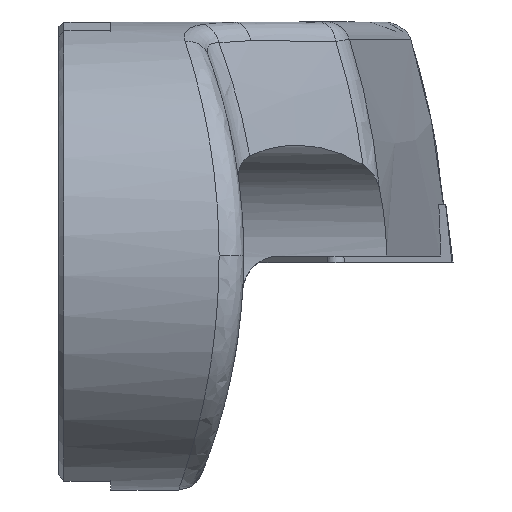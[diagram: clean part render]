
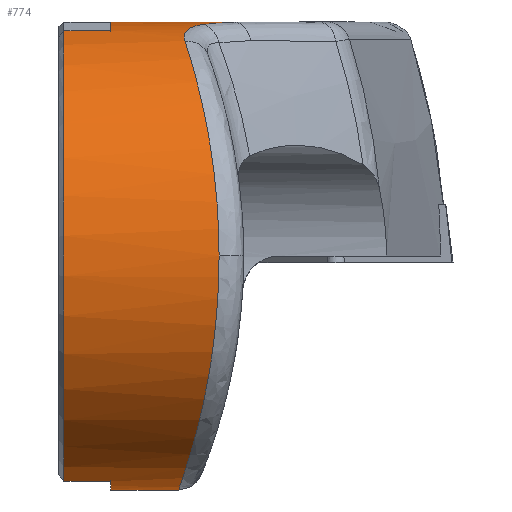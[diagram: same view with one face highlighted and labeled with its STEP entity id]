
A CAD part, left-side view. The second image highlights one B-rep face of the part: STEP entity #774.
In plain terms, the highlighted cylindrical face has radius 9.5 mm (diameter 19 mm), a partial arc.
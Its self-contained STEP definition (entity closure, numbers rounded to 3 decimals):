
#660=VERTEX_POINT('NONE',#1855);
#672=VERTEX_POINT('NONE',#1869);
#706=EDGE_CURVE('NONE',#1210,#1354,#1906,.F.);
#734=EDGE_CURVE('NONE',#1242,#986,#1939,.F.);
#740=EDGE_CURVE('NONE',#672,#1648,#1945,.F.);
#774=ADVANCED_FACE('NONE',(#1985),#1986,.T.);
#872=VERTEX_POINT('NONE',#2095);
#900=VERTEX_POINT('NONE',#2124);
#942=EDGE_CURVE('NONE',#986,#660,#2167,.T.);
#960=EDGE_CURVE('NONE',#872,#1354,#2186,.T.);
#986=VERTEX_POINT('NONE',#2216);
#1036=EDGE_CURVE('NONE',#900,#1042,#2273,.F.);
#1042=VERTEX_POINT('NONE',#2279);
#1062=EDGE_CURVE('NONE',#1568,#900,#2300,.F.);
#1090=EDGE_CURVE('NONE',#1648,#1568,#2330,.F.);
#1208=EDGE_CURVE('NONE',#1042,#1242,#2466,.F.);
#1210=VERTEX_POINT('NONE',#2468);
#1232=EDGE_CURVE('NONE',#660,#1210,#2493,.F.);
#1242=VERTEX_POINT('NONE',#2503);
#1354=VERTEX_POINT('NONE',#2633);
#1546=EDGE_CURVE('NONE',#872,#672,#2846,.T.);
#1568=VERTEX_POINT('NONE',#2868);
#1648=VERTEX_POINT('NONE',#2962);
#1855=CARTESIAN_POINT('',(-2.55,-0.2,-9.151));
#1869=CARTESIAN_POINT('',(-9.5,-6.5,0.));
#1906=CIRCLE('',#3945,9.5);
#1939=LINE('',#3986,#3987);
#1945=B_SPLINE_CURVE_WITH_KNOTS('',3,(#3996,#3997,#3998,#3999,#4000,#4001,#4002,#4003,#4004,#4005,#4006,#4007,#4008),.UNSPECIFIED.,.F.,.F.,(4,3,3,3,4),(0.0,0.298,0.634,0.838,1.0),.UNSPECIFIED.);
#1985=FACE_OUTER_BOUND('',#4732,.T.);
#1986=CYLINDRICAL_SURFACE('',#4733,9.5);
#2095=CARTESIAN_POINT('',(0.,-4.852,-9.5));
#2124=CARTESIAN_POINT('',(0.,-7.119,9.5));
#2167=CIRCLE('',#5345,9.5);
#2186=LINE('',#5373,#5374);
#2216=CARTESIAN_POINT('',(-2.55,-0.2,9.151));
#2273=LINE('',#5974,#5975);
#2279=CARTESIAN_POINT('',(0.,-2.1,9.5));
#2300=B_SPLINE_CURVE_WITH_KNOTS('',3,(#6011,#6012,#6013,#6014,#6015,#6016,#6017),.UNSPECIFIED.,.F.,.F.,(4,3,4),(0.0,0.833,1.0),.UNSPECIFIED.);
#2330=B_SPLINE_CURVE_WITH_KNOTS('',3,(#6342,#6343,#6344,#6345,#6346,#6347,#6348,#6349,#6350,#6351),.UNSPECIFIED.,.F.,.F.,(4,3,3,4),(0.0,0.502,0.65,1.0),.UNSPECIFIED.);
#2466=CIRCLE('',#7948,9.5);
#2468=CARTESIAN_POINT('',(-2.55,-2.1,-9.151));
#2493=LINE('',#8019,#8020);
#2503=CARTESIAN_POINT('',(-2.55,-2.1,9.151));
#2633=CARTESIAN_POINT('',(0.,-2.1,-9.5));
#2846=B_SPLINE_CURVE_WITH_KNOTS('',3,(#10339,#10340,#10341,#10342,#10343,#10344,#10345,#10346,#10347,#10348,#10349,#10350,#10351,#10352,#10353,#10354,#10355,#10356,#10357),.UNSPECIFIED.,.F.,.F.,(4,3,3,3,3,3,4),(0.477,0.596,0.608,0.767,0.902,0.946,1.0),.UNSPECIFIED.);
#2868=CARTESIAN_POINT('',(-1.383,-5.832,9.399));
#2962=CARTESIAN_POINT('',(-3.754,-5.118,8.727));
#3945=AXIS2_PLACEMENT_3D('',#10923,#10924,#10925);
#3986=CARTESIAN_POINT('',(-2.55,-20.0,9.151));
#3987=VECTOR('',#10981,1.0);
#3996=CARTESIAN_POINT('',(-3.754,-5.118,8.727));
#3997=CARTESIAN_POINT('',(-4.764,-5.26,8.292));
#3998=CARTESIAN_POINT('',(-5.695,-5.448,7.682));
#3999=CARTESIAN_POINT('',(-6.494,-5.638,6.934));
#4000=CARTESIAN_POINT('',(-7.391,-5.851,6.094));
#4001=CARTESIAN_POINT('',(-8.123,-6.065,5.078));
#4002=CARTESIAN_POINT('',(-8.638,-6.223,3.954));
#4003=CARTESIAN_POINT('',(-8.951,-6.32,3.269));
#4004=CARTESIAN_POINT('',(-9.184,-6.396,2.544));
#4005=CARTESIAN_POINT('',(-9.328,-6.443,1.8));
#4006=CARTESIAN_POINT('',(-9.442,-6.481,1.207));
#4007=CARTESIAN_POINT('',(-9.5,-6.5,0.603));
#4008=CARTESIAN_POINT('',(-9.5,-6.5,0.));
#4732=EDGE_LOOP('',(#11061,#11062,#11063,#11064,#11065,#11066,#11067,#11068,#11069,#11070,#11071));
#4733=AXIS2_PLACEMENT_3D('',#11072,#11073,#11074);
#5345=AXIS2_PLACEMENT_3D('',#11250,#11251,#11252);
#5373=CARTESIAN_POINT('',(0.,-20.0,-9.5));
#5374=VECTOR('',#11270,1000.0);
#5974=CARTESIAN_POINT('',(0.,-20.0,9.5));
#5975=VECTOR('',#11377,1.0);
#6011=CARTESIAN_POINT('',(0.,-7.119,9.5));
#6012=CARTESIAN_POINT('',(-0.381,-6.756,9.5));
#6013=CARTESIAN_POINT('',(-0.765,-6.397,9.477));
#6014=CARTESIAN_POINT('',(-1.151,-6.044,9.43));
#6015=CARTESIAN_POINT('',(-1.228,-5.973,9.421));
#6016=CARTESIAN_POINT('',(-1.306,-5.902,9.41));
#6017=CARTESIAN_POINT('',(-1.383,-5.832,9.399));
#6342=CARTESIAN_POINT('',(-1.383,-5.832,9.399));
#6343=CARTESIAN_POINT('',(-1.711,-5.535,9.351));
#6344=CARTESIAN_POINT('',(-2.105,-5.317,9.274));
#6345=CARTESIAN_POINT('',(-2.519,-5.199,9.16));
#6346=CARTESIAN_POINT('',(-2.64,-5.164,9.127));
#6347=CARTESIAN_POINT('',(-2.763,-5.138,9.09));
#6348=CARTESIAN_POINT('',(-2.886,-5.119,9.051));
#6349=CARTESIAN_POINT('',(-3.179,-5.076,8.958));
#6350=CARTESIAN_POINT('',(-3.472,-5.078,8.848));
#6351=CARTESIAN_POINT('',(-3.754,-5.118,8.727));
#7948=AXIS2_PLACEMENT_3D('',#11606,#11607,#11608);
#8019=CARTESIAN_POINT('',(-2.55,-20.0,-9.151));
#8020=VECTOR('',#11638,1.0);
#10339=CARTESIAN_POINT('',(0.,-4.852,-9.5));
#10340=CARTESIAN_POINT('',(-1.137,-4.852,-9.5));
#10341=CARTESIAN_POINT('',(-2.272,-4.929,-9.293));
#10342=CARTESIAN_POINT('',(-3.33,-5.062,-8.897));
#10343=CARTESIAN_POINT('',(-3.436,-5.075,-8.858));
#10344=CARTESIAN_POINT('',(-3.542,-5.089,-8.816));
#10345=CARTESIAN_POINT('',(-3.647,-5.103,-8.772));
#10346=CARTESIAN_POINT('',(-5.043,-5.294,-8.192));
#10347=CARTESIAN_POINT('',(-6.285,-5.573,-7.28));
#10348=CARTESIAN_POINT('',(-7.255,-5.828,-6.134));
#10349=CARTESIAN_POINT('',(-8.079,-6.045,-5.158));
#10350=CARTESIAN_POINT('',(-8.708,-6.242,-4.011));
#10351=CARTESIAN_POINT('',(-9.085,-6.364,-2.778));
#10352=CARTESIAN_POINT('',(-9.208,-6.403,-2.376));
#10353=CARTESIAN_POINT('',(-9.304,-6.435,-1.965));
#10354=CARTESIAN_POINT('',(-9.373,-6.458,-1.548));
#10355=CARTESIAN_POINT('',(-9.457,-6.486,-1.037));
#10356=CARTESIAN_POINT('',(-9.5,-6.5,-0.518));
#10357=CARTESIAN_POINT('',(-9.5,-6.5,0.));
#10923=CARTESIAN_POINT('',(0.0,-2.1,0.0));
#10924=DIRECTION('',(0.0,1.0,0.0));
#10925=DIRECTION('',(0.,0.0,-1.0));
#10981=DIRECTION('',(0.0,-1.0,0.0));
#11061=ORIENTED_EDGE('',*,*,#960,.F.);
#11062=ORIENTED_EDGE('',*,*,#1546,.T.);
#11063=ORIENTED_EDGE('',*,*,#740,.T.);
#11064=ORIENTED_EDGE('',*,*,#1090,.T.);
#11065=ORIENTED_EDGE('',*,*,#1062,.T.);
#11066=ORIENTED_EDGE('',*,*,#1036,.T.);
#11067=ORIENTED_EDGE('',*,*,#1208,.T.);
#11068=ORIENTED_EDGE('',*,*,#734,.T.);
#11069=ORIENTED_EDGE('',*,*,#942,.T.);
#11070=ORIENTED_EDGE('',*,*,#1232,.T.);
#11071=ORIENTED_EDGE('',*,*,#706,.T.);
#11072=CARTESIAN_POINT('',(0.0,-20.0,0.0));
#11073=DIRECTION('',(-0.0,1.0,0.0));
#11074=DIRECTION('',(0.,0.0,-1.0));
#11250=CARTESIAN_POINT('',(0.0,-0.2,0.0));
#11251=DIRECTION('',(0.0,-1.0,-0.0));
#11252=DIRECTION('',(0.,0.0,-1.0));
#11270=DIRECTION('',(0.0,1.0,0.0));
#11377=DIRECTION('',(0.0,-1.0,0.0));
#11606=CARTESIAN_POINT('',(0.0,-2.1,0.0));
#11607=DIRECTION('',(0.0,1.0,0.0));
#11608=DIRECTION('',(0.,0.0,-1.0));
#11638=DIRECTION('',(-0.0,1.0,0.0));
